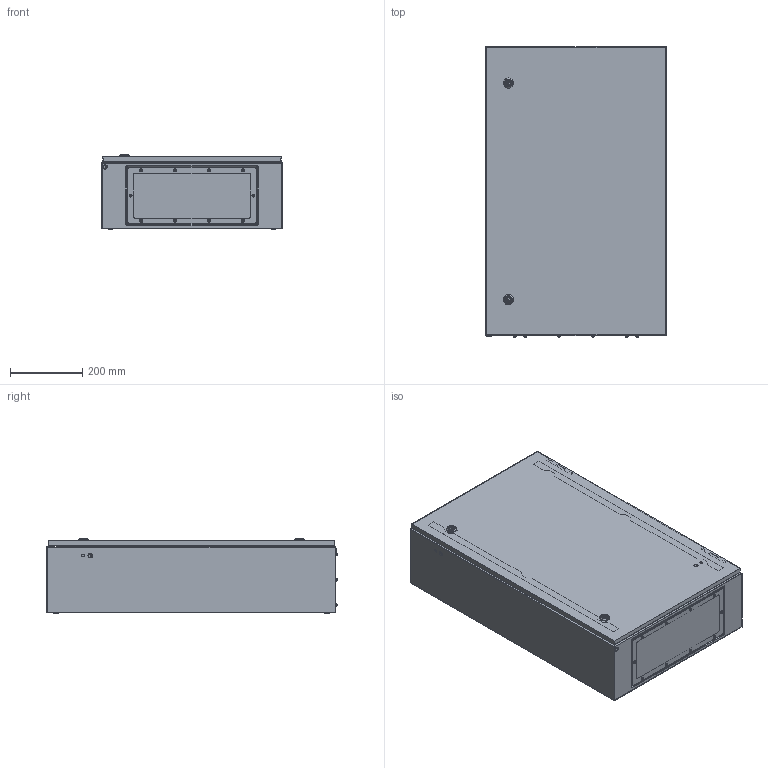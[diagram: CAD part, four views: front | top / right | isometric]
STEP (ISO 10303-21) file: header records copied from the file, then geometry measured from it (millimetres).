
FILE_DESCRIPTION (( 'STEP AP214' ), '1' );
FILE_NAME ('3331-5080-20-07.step', '2023-12-20T12:52:05', ( '' ), ( '' ), 'SwSTEP 2.0', 'SolidWorks 2019', '' );
FILE_SCHEMA (( 'AUTOMOTIVE_DESIGN' ));
Length unit declared in the file: millimetre
Products named in the file (5): Tuer_wg_3331-5080-00-97; 3331-5080-20-07; Korpus_wg_5080-20; Kabeleinfuehrungsplatte_wg_3080-7035-12-27; Montageplattenbeipack_wg_5080
Assembly tree (4 placements, depth 2):
  3331-5080-20-07
    Korpus_wg_5080-20
    Tuer_wg_3331-5080-00-97
    Kabeleinfuehrungsplatte_wg_3080-7035-12-27
    Montageplattenbeipack_wg_5080
Bounding box: 500 x 803.1 x 207 mm (x, y, z)
Volume: 2159073.8 mm3; surface area: 2967907.3 mm2
Topology: 33 solids, 33 shells, 1651 faces, 4152 edges, 2679 vertices
Faces by surface type: plane 909, cylinder 524, cone 160, torus 24, sphere 18, bspline 16
Entity records: 67178 total; most frequent: CARTESIAN_POINT 18083, DIRECTION 8488, ORIENTED_EDGE 8288, EDGE_CURVE 4144, AXIS2_PLACEMENT_3D 3050, VERTEX_POINT 2679, VECTOR 2388, LINE 2388
